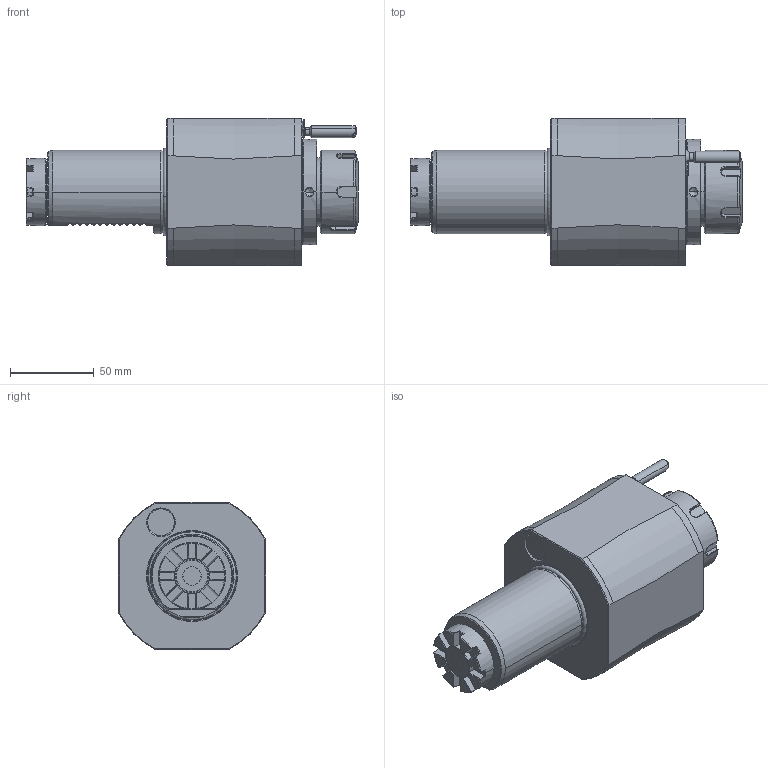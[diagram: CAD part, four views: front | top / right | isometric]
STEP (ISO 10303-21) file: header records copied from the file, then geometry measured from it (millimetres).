
FILE_DESCRIPTION((''),'2;1');
FILE_NAME('NGT1_50_141_32_1','2020-02-13T',('vali'),('NOVA GRUP'),'PRO/ENGINEER BY PARAMETRIC TECHNOLOGY CORPORATION, 2010280','PRO/ENGINEER BY PARAMETRIC TECHNOLOGY CORPORATION, 2010280','');
FILE_SCHEMA(('CONFIG_CONTROL_DESIGN'));
Length unit declared in the file: millimetre
Products named in the file (1): NGT1_50_141_32_1
Bounding box: 198.1 x 88 x 88 mm (x, y, z)
Volume: 770719.6 mm3; surface area: 64752.9 mm2
Topology: 1 solids, 2 shells, 352 faces, 927 edges, 586 vertices
Faces by surface type: plane 151, cylinder 69, cone 65, bspline 44, torus 21, sphere 2
Entity records: 15372 total; most frequent: CARTESIAN_POINT 7380, ORIENTED_EDGE 1838, DIRECTION 1387, EDGE_CURVE 919, VERTEX_POINT 586, AXIS2_PLACEMENT_3D 538, B_SPLINE_CURVE_WITH_KNOTS 379, EDGE_LOOP 369
